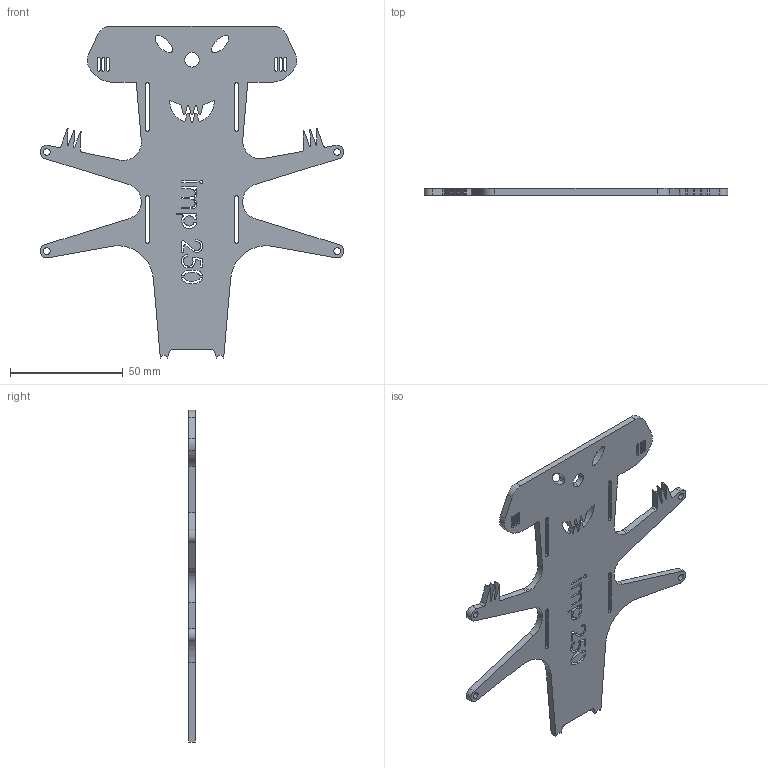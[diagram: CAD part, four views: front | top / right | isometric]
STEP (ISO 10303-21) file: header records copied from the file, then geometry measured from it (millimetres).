
FILE_DESCRIPTION (( 'STEP AP203' ), '1' );
FILE_NAME ('电池载板加厚_无单目.STEP', '2023-11-15T11:41:05', ( '' ), ( '' ), 'SwSTEP 2.0', 'SolidWorks 2021', '' );
FILE_SCHEMA (( 'CONFIG_CONTROL_DESIGN' ));
Length unit declared in the file: millimetre
Products named in the file (1): 电池载板加厚_无单目
Bounding box: 134.99 x 3 x 147.47 mm (x, y, z)
Volume: 25030.2 mm3; surface area: 21283.6 mm2
Topology: 1 solids, 1 shells, 260 faces, 774 edges, 516 vertices
Faces by surface type: plane 111, cylinder 108, bspline 41
Entity records: 10867 total; most frequent: CARTESIAN_POINT 3784, ORIENTED_EDGE 1548, DIRECTION 1348, EDGE_CURVE 774, VERTEX_POINT 516, VECTOR 476, LINE 476, AXIS2_PLACEMENT_3D 436
